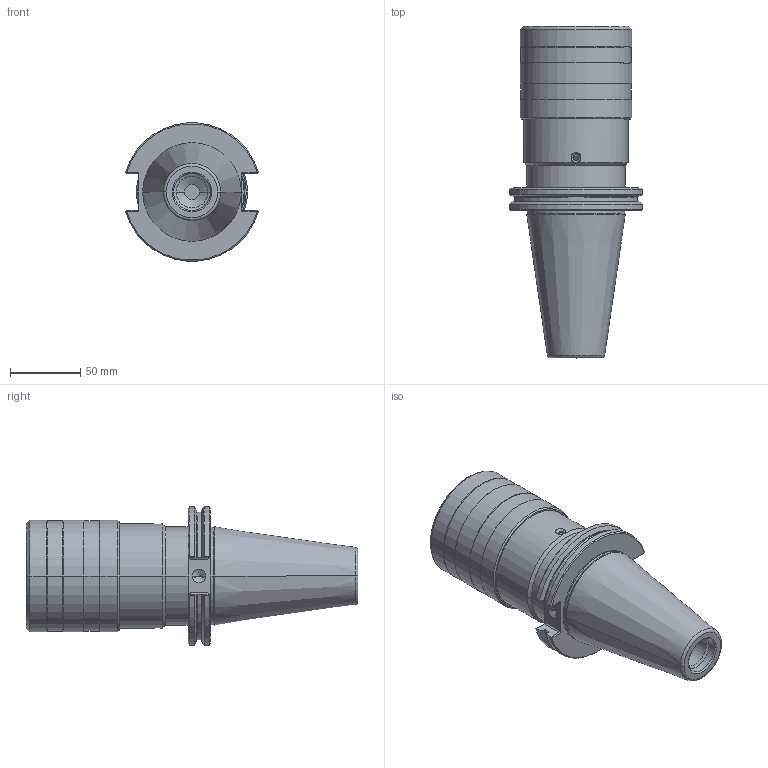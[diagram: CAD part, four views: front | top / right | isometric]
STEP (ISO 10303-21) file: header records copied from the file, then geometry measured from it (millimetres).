
FILE_DESCRIPTION((''),'2;1');
FILE_NAME('32800-50CAT','2021-06-22T09:23:02',('046'),(''),'CREO PARAMETRIC BY PTC INC, 2019352','CREO PARAMETRIC BY PTC INC, 2019352','');
FILE_SCHEMA(('CONFIG_CONTROL_DESIGN'));
Length unit declared in the file: millimetre
Products named in the file (1): 32800-50CAT
Bounding box: 94.4 x 235.65 x 98.06 mm (x, y, z)
Volume: 758810.2 mm3; surface area: 81510.8 mm2
Topology: 1 solids, 1 shells, 172 faces, 439 edges, 268 vertices
Faces by surface type: cylinder 62, plane 50, cone 39, torus 15, bspline 6
Entity records: 5907 total; most frequent: CARTESIAN_POINT 1805, ORIENTED_EDGE 874, DIRECTION 826, EDGE_CURVE 437, AXIS2_PLACEMENT_3D 318, VERTEX_POINT 268, VECTOR 190, LINE 190
